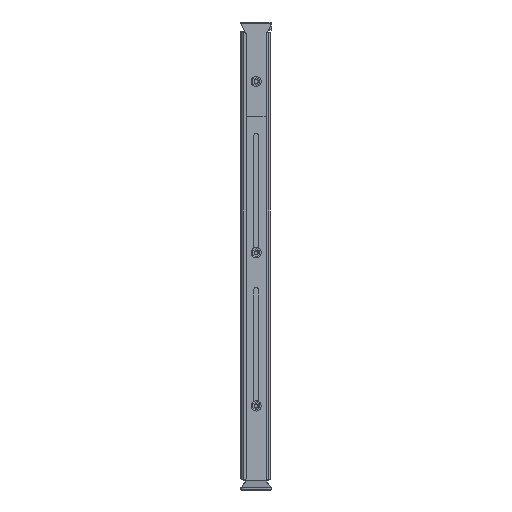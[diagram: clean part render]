
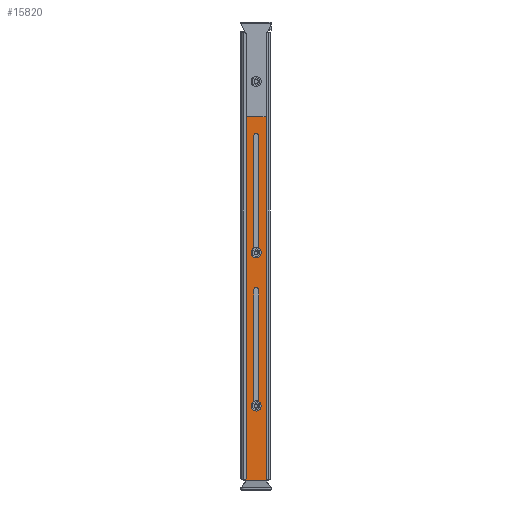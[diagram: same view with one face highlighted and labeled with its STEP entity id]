
A CAD part, left-side view. The second image highlights one B-rep face of the part: STEP entity #15820.
In plain terms, the highlighted planar face has unit normal (-1, 0, 0).
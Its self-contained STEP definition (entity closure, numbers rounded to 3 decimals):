
#4 = DIRECTION ( 'NONE',  ( 0., -1., 0. ) ) ;
#19 = AXIS2_PLACEMENT_3D ( 'NONE', #8866, #1409, #10147 ) ;
#175 = CARTESIAN_POINT ( 'NONE',  ( -2., -15.5, 0. ) ) ;
#188 = CARTESIAN_POINT ( 'NONE',  ( -2., -15.5, -511.95 ) ) ;
#207 = CARTESIAN_POINT ( 'NONE',  ( -2., 15.5, 0. ) ) ;
#275 = VECTOR ( 'NONE', #11481, 1000. ) ;
#298 = CARTESIAN_POINT ( 'NONE',  ( -2., -18., 0.869 ) ) ;
#404 = DIRECTION ( 'NONE',  ( 0., -1., 0. ) ) ;
#421 = VECTOR ( 'NONE', #10350, 1000. ) ;
#503 = EDGE_CURVE ( 'NONE', #6446, #9248, #7692, .T. ) ;
#620 = AXIS2_PLACEMENT_3D ( 'NONE', #14254, #1861, #404 ) ;
#890 = LINE ( 'NONE', #15440, #9456 ) ;
#945 = DIRECTION ( 'NONE',  ( 0., 0., 1. ) ) ;
#1292 = EDGE_CURVE ( 'NONE', #1588, #7661, #10953, .T. ) ;
#1409 = DIRECTION ( 'NONE',  ( -1., 0., 0. ) ) ;
#1410 = CIRCLE ( 'NONE', #11212, 3.5 ) ;
#1555 = CARTESIAN_POINT ( 'NONE',  ( -2., -18., 0. ) ) ;
#1588 = VERTEX_POINT ( 'NONE', #6283 ) ;
#1678 = CARTESIAN_POINT ( 'NONE',  ( -2., -14., 0.869 ) ) ;
#1861 = DIRECTION ( 'NONE',  ( -1., 0., 0. ) ) ;
#1964 = CARTESIAN_POINT ( 'NONE',  ( -2., 15.5, -511.95 ) ) ;
#1998 = CARTESIAN_POINT ( 'NONE',  ( -2., -15.5, -511.95 ) ) ;
#2157 = VERTEX_POINT ( 'NONE', #13704 ) ;
#2171 = CIRCLE ( 'NONE', #8640, 3.5 ) ;
#2387 = DIRECTION ( 'NONE',  ( 0., 0., -1. ) ) ;
#2420 = ORIENTED_EDGE ( 'NONE', *, *, #7621, .T. ) ;
#2425 = EDGE_CURVE ( 'NONE', #2157, #8658, #1410, .T. ) ;
#2646 = VECTOR ( 'NONE', #8365, 1000. ) ;
#2782 = ORIENTED_EDGE ( 'NONE', *, *, #6353, .T. ) ;
#3268 = LINE ( 'NONE', #8237, #11672 ) ;
#3286 = ORIENTED_EDGE ( 'NONE', *, *, #8380, .F. ) ;
#3393 = VECTOR ( 'NONE', #7881, 1000. ) ;
#3399 = PLANE ( 'NONE',  #12351 ) ;
#3627 = LINE ( 'NONE', #1998, #2646 ) ;
#3718 = LINE ( 'NONE', #10554, #421 ) ;
#3726 = VERTEX_POINT ( 'NONE', #5472 ) ;
#3954 = VERTEX_POINT ( 'NONE', #207 ) ;
#4563 = CARTESIAN_POINT ( 'NONE',  ( -2., -14., 0. ) ) ;
#4612 = ORIENTED_EDGE ( 'NONE', *, *, #8266, .F. ) ;
#4617 = VERTEX_POINT ( 'NONE', #188 ) ;
#4757 = LINE ( 'NONE', #298, #275 ) ;
#5068 = ORIENTED_EDGE ( 'NONE', *, *, #13501, .F. ) ;
#5158 = VERTEX_POINT ( 'NONE', #175 ) ;
#5472 = CARTESIAN_POINT ( 'NONE',  ( -2., 14., 0. ) ) ;
#5603 = DIRECTION ( 'NONE',  ( 0., 0., 1. ) ) ;
#5841 = EDGE_LOOP ( 'NONE', ( #15597, #11764, #15248, #11367, #4612, #7770, #2420, #2782 ) ) ;
#5874 = CARTESIAN_POINT ( 'NONE',  ( -2., 0., -104.45 ) ) ;
#5935 = DIRECTION ( 'NONE',  ( 0., 1., 0. ) ) ;
#6106 = CIRCLE ( 'NONE', #620, 3.5 ) ;
#6283 = CARTESIAN_POINT ( 'NONE',  ( -2., 3.5, -267.95 ) ) ;
#6294 = VERTEX_POINT ( 'NONE', #1964 ) ;
#6353 = EDGE_CURVE ( 'NONE', #15208, #15508, #9327, .T. ) ;
#6403 = CARTESIAN_POINT ( 'NONE',  ( -2., -3.5, -321.45 ) ) ;
#6446 = VERTEX_POINT ( 'NONE', #13438 ) ;
#6567 = FACE_OUTER_BOUND ( 'NONE', #5841, .T. ) ;
#6609 = EDGE_CURVE ( 'NONE', #11930, #7512, #10883, .T. ) ;
#6706 = CARTESIAN_POINT ( 'NONE',  ( -2., -3.5, -267.95 ) ) ;
#6892 = LINE ( 'NONE', #7825, #3393 ) ;
#7142 = LINE ( 'NONE', #11011, #12068 ) ;
#7150 = EDGE_CURVE ( 'NONE', #5158, #4617, #3627, .T. ) ;
#7512 = VERTEX_POINT ( 'NONE', #7849 ) ;
#7621 = EDGE_CURVE ( 'NONE', #5158, #15208, #11834, .T. ) ;
#7661 = VERTEX_POINT ( 'NONE', #6706 ) ;
#7692 = LINE ( 'NONE', #14617, #8292 ) ;
#7770 = ORIENTED_EDGE ( 'NONE', *, *, #7150, .F. ) ;
#7780 = DIRECTION ( 'NONE',  ( 0., 0., 1. ) ) ;
#7825 = CARTESIAN_POINT ( 'NONE',  ( -2., -18., -511.95 ) ) ;
#7849 = CARTESIAN_POINT ( 'NONE',  ( -2., 3.5, -484.95 ) ) ;
#7881 = DIRECTION ( 'NONE',  ( 0., 1., 0. ) ) ;
#8237 = CARTESIAN_POINT ( 'NONE',  ( -2., -18., 0. ) ) ;
#8266 = EDGE_CURVE ( 'NONE', #4617, #6294, #6892, .T. ) ;
#8292 = VECTOR ( 'NONE', #15965, 1000. ) ;
#8365 = DIRECTION ( 'NONE',  ( 0., 0., -1. ) ) ;
#8380 = EDGE_CURVE ( 'NONE', #7661, #2157, #890, .T. ) ;
#8640 = AXIS2_PLACEMENT_3D ( 'NONE', #11061, #14721, #4 ) ;
#8658 = VERTEX_POINT ( 'NONE', #11231 ) ;
#8695 = EDGE_CURVE ( 'NONE', #9248, #11930, #2171, .T. ) ;
#8866 = CARTESIAN_POINT ( 'NONE',  ( -2., 0., -267.95 ) ) ;
#9248 = VERTEX_POINT ( 'NONE', #6403 ) ;
#9327 = LINE ( 'NONE', #13155, #13456 ) ;
#9456 = VECTOR ( 'NONE', #5603, 1000. ) ;
#9828 = DIRECTION ( 'NONE',  ( 0., 0., -1. ) ) ;
#9934 = EDGE_CURVE ( 'NONE', #8658, #1588, #3718, .T. ) ;
#10054 = CARTESIAN_POINT ( 'NONE',  ( -2., 14., 1. ) ) ;
#10147 = DIRECTION ( 'NONE',  ( 0., -1., 0. ) ) ;
#10284 = DIRECTION ( 'NONE',  ( 0., 1., 0. ) ) ;
#10350 = DIRECTION ( 'NONE',  ( 0., 0., -1. ) ) ;
#10468 = VECTOR ( 'NONE', #10284, 1000. ) ;
#10552 = DIRECTION ( 'NONE',  ( 0., 1., 0. ) ) ;
#10554 = CARTESIAN_POINT ( 'NONE',  ( -2., 3.5, -267.95 ) ) ;
#10865 = ORIENTED_EDGE ( 'NONE', *, *, #2425, .F. ) ;
#10883 = LINE ( 'NONE', #13541, #13436 ) ;
#10885 = LINE ( 'NONE', #10054, #11870 ) ;
#10927 = DIRECTION ( 'NONE',  ( 1., 0., 0. ) ) ;
#10953 = CIRCLE ( 'NONE', #19, 3.5 ) ;
#11011 = CARTESIAN_POINT ( 'NONE',  ( -2., 15.5, 0. ) ) ;
#11061 = CARTESIAN_POINT ( 'NONE',  ( -2., 0., -321.45 ) ) ;
#11126 = CARTESIAN_POINT ( 'NONE',  ( -2., 3.5, -321.45 ) ) ;
#11138 = ORIENTED_EDGE ( 'NONE', *, *, #8695, .F. ) ;
#11212 = AXIS2_PLACEMENT_3D ( 'NONE', #5874, #13389, #14551 ) ;
#11231 = CARTESIAN_POINT ( 'NONE',  ( -2., 3.5, -104.45 ) ) ;
#11367 = ORIENTED_EDGE ( 'NONE', *, *, #11835, .F. ) ;
#11382 = EDGE_CURVE ( 'NONE', #15572, #3726, #10885, .T. ) ;
#11442 = ORIENTED_EDGE ( 'NONE', *, *, #9934, .F. ) ;
#11481 = DIRECTION ( 'NONE',  ( 0., -1., 0. ) ) ;
#11672 = VECTOR ( 'NONE', #10552, 1000. ) ;
#11764 = ORIENTED_EDGE ( 'NONE', *, *, #11382, .T. ) ;
#11834 = LINE ( 'NONE', #1555, #10468 ) ;
#11835 = EDGE_CURVE ( 'NONE', #6294, #3954, #7142, .T. ) ;
#11870 = VECTOR ( 'NONE', #9828, 1000. ) ;
#11930 = VERTEX_POINT ( 'NONE', #11126 ) ;
#12068 = VECTOR ( 'NONE', #945, 1000. ) ;
#12073 = FACE_BOUND ( 'NONE', #12852, .T. ) ;
#12146 = CARTESIAN_POINT ( 'NONE',  ( -2., -18., -511.95 ) ) ;
#12351 = AXIS2_PLACEMENT_3D ( 'NONE', #12146, #10927, #5935 ) ;
#12453 = ORIENTED_EDGE ( 'NONE', *, *, #1292, .F. ) ;
#12852 = EDGE_LOOP ( 'NONE', ( #14913, #11138, #14632, #5068 ) ) ;
#13155 = CARTESIAN_POINT ( 'NONE',  ( -2., -14., 1. ) ) ;
#13389 = DIRECTION ( 'NONE',  ( -1., 0., 0. ) ) ;
#13436 = VECTOR ( 'NONE', #2387, 1000. ) ;
#13438 = CARTESIAN_POINT ( 'NONE',  ( -2., -3.5, -484.95 ) ) ;
#13456 = VECTOR ( 'NONE', #7780, 1000. ) ;
#13501 = EDGE_CURVE ( 'NONE', #7512, #6446, #6106, .T. ) ;
#13541 = CARTESIAN_POINT ( 'NONE',  ( -2., 3.5, -484.95 ) ) ;
#13704 = CARTESIAN_POINT ( 'NONE',  ( -2., -3.5, -104.45 ) ) ;
#14254 = CARTESIAN_POINT ( 'NONE',  ( -2., 0., -484.95 ) ) ;
#14308 = EDGE_CURVE ( 'NONE', #15572, #15508, #4757, .T. ) ;
#14551 = DIRECTION ( 'NONE',  ( 0., -1., 0. ) ) ;
#14617 = CARTESIAN_POINT ( 'NONE',  ( -2., -3.5, -321.45 ) ) ;
#14632 = ORIENTED_EDGE ( 'NONE', *, *, #503, .F. ) ;
#14721 = DIRECTION ( 'NONE',  ( -1., 0., 0. ) ) ;
#14913 = ORIENTED_EDGE ( 'NONE', *, *, #6609, .F. ) ;
#15208 = VERTEX_POINT ( 'NONE', #4563 ) ;
#15248 = ORIENTED_EDGE ( 'NONE', *, *, #15622, .T. ) ;
#15252 = EDGE_LOOP ( 'NONE', ( #3286, #12453, #11442, #10865 ) ) ;
#15366 = CARTESIAN_POINT ( 'NONE',  ( -2., 14., 0.869 ) ) ;
#15377 = FACE_BOUND ( 'NONE', #15252, .T. ) ;
#15440 = CARTESIAN_POINT ( 'NONE',  ( -2., -3.5, -104.45 ) ) ;
#15508 = VERTEX_POINT ( 'NONE', #1678 ) ;
#15572 = VERTEX_POINT ( 'NONE', #15366 ) ;
#15597 = ORIENTED_EDGE ( 'NONE', *, *, #14308, .F. ) ;
#15622 = EDGE_CURVE ( 'NONE', #3726, #3954, #3268, .T. ) ;
#15820 = ADVANCED_FACE ( 'NONE', ( #6567, #15377, #12073 ), #3399, .F. ) ;
#15965 = DIRECTION ( 'NONE',  ( 0., 0., 1. ) ) ;
